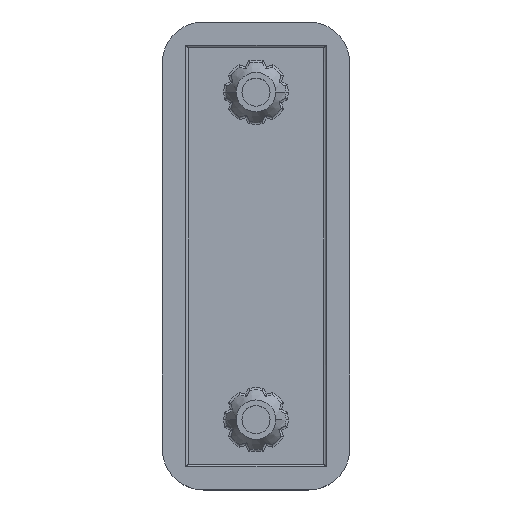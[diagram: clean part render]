
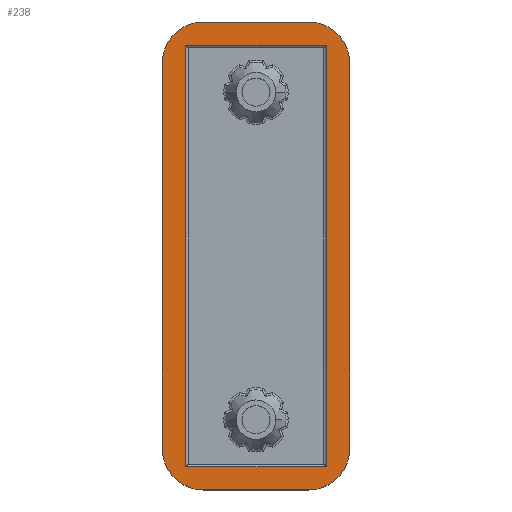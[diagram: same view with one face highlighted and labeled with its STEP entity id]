
A CAD part, top view. The second image highlights one B-rep face of the part: STEP entity #238.
In plain terms, the highlighted planar face has unit normal (0, 0, 1).
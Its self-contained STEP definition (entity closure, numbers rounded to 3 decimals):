
#238=ADVANCED_FACE('NONE',(#579,#580),#581,.F.);
#579=FACE_OUTER_BOUND('',#1021,.T.);
#580=FACE_BOUND('',#1022,.T.);
#581=PLANE('',#1023);
#1021=EDGE_LOOP('',(#1730,#1731,#1732,#1733,#1734,#1735,#1736,#1737));
#1022=EDGE_LOOP('',(#1738,#1739,#1740,#1741));
#1023=AXIS2_PLACEMENT_3D('',#1742,#1743,#1744);
#1730=ORIENTED_EDGE('',*,*,#2830,.T.);
#1731=ORIENTED_EDGE('',*,*,#2842,.T.);
#1732=ORIENTED_EDGE('',*,*,#2835,.T.);
#1733=ORIENTED_EDGE('',*,*,#2843,.T.);
#1734=ORIENTED_EDGE('',*,*,#2840,.T.);
#1735=ORIENTED_EDGE('',*,*,#2844,.T.);
#1736=ORIENTED_EDGE('',*,*,#2825,.T.);
#1737=ORIENTED_EDGE('',*,*,#2845,.T.);
#1738=ORIENTED_EDGE('',*,*,#2846,.F.);
#1739=ORIENTED_EDGE('',*,*,#2847,.F.);
#1740=ORIENTED_EDGE('',*,*,#2848,.F.);
#1741=ORIENTED_EDGE('',*,*,#2849,.F.);
#1742=CARTESIAN_POINT('',(8.,-20.0,4.0));
#1743=DIRECTION('',(0.0,0.0,-1.0));
#1744=DIRECTION('',(0.0,-1.0,0.0));
#2825=EDGE_CURVE('NONE',#3462,#3467,#3469,.T.);
#2830=EDGE_CURVE('NONE',#3471,#3476,#3478,.T.);
#2835=EDGE_CURVE('NONE',#3480,#3485,#3487,.T.);
#2840=EDGE_CURVE('NONE',#3489,#3494,#3496,.T.);
#2842=EDGE_CURVE('NONE',#3476,#3480,#3498,.T.);
#2843=EDGE_CURVE('NONE',#3485,#3489,#3499,.T.);
#2844=EDGE_CURVE('NONE',#3494,#3462,#3500,.T.);
#2845=EDGE_CURVE('NONE',#3467,#3471,#3501,.T.);
#2846=EDGE_CURVE('NONE',#3502,#3503,#3504,.T.);
#2847=EDGE_CURVE('NONE',#3505,#3502,#3506,.T.);
#2848=EDGE_CURVE('NONE',#3507,#3505,#3508,.T.);
#2849=EDGE_CURVE('NONE',#3503,#3507,#3509,.T.);
#3462=VERTEX_POINT('NONE',#4346);
#3467=VERTEX_POINT('NONE',#4353);
#3469=LINE('',#4356,#4357);
#3471=VERTEX_POINT('NONE',#4359);
#3476=VERTEX_POINT('NONE',#4366);
#3478=LINE('',#4369,#4370);
#3480=VERTEX_POINT('NONE',#4372);
#3485=VERTEX_POINT('NONE',#4379);
#3487=LINE('',#4382,#4383);
#3489=VERTEX_POINT('NONE',#4385);
#3494=VERTEX_POINT('NONE',#4392);
#3496=LINE('',#4395,#4396);
#3498=CIRCLE('',#4398,3.5);
#3499=CIRCLE('',#4399,3.5);
#3500=CIRCLE('',#4400,3.5);
#3501=CIRCLE('',#4401,3.5);
#3502=VERTEX_POINT('NONE',#4402);
#3503=VERTEX_POINT('NONE',#4403);
#3504=LINE('',#4404,#4405);
#3505=VERTEX_POINT('NONE',#4406);
#3506=LINE('',#4407,#4408);
#3507=VERTEX_POINT('NONE',#4409);
#3508=LINE('',#4410,#4411);
#3509=LINE('',#4412,#4413);
#4346=CARTESIAN_POINT('',(-4.5,-20.0,4.0));
#4353=CARTESIAN_POINT('',(4.5,-20.0,4.0));
#4356=CARTESIAN_POINT('',(-8.,-20.0,4.0));
#4357=VECTOR('',#5377,1000.0);
#4359=CARTESIAN_POINT('',(8.,-16.5,4.0));
#4366=CARTESIAN_POINT('',(8.0,16.5,4.0));
#4369=CARTESIAN_POINT('',(8.0,20.0,4.0));
#4370=VECTOR('',#5381,1000.0);
#4372=CARTESIAN_POINT('',(4.5,20.0,4.0));
#4379=CARTESIAN_POINT('',(-4.5,20.0,4.0));
#4382=CARTESIAN_POINT('',(-8.0,20.0,4.0));
#4383=VECTOR('',#5385,1000.0);
#4385=CARTESIAN_POINT('',(-8.0,16.5,4.0));
#4392=CARTESIAN_POINT('',(-8.,-16.5,4.0));
#4395=CARTESIAN_POINT('',(-8.0,20.0,4.0));
#4396=VECTOR('',#5389,1000.0);
#4398=AXIS2_PLACEMENT_3D('',#5390,#5391,#5392);
#4399=AXIS2_PLACEMENT_3D('',#5393,#5394,#5395);
#4400=AXIS2_PLACEMENT_3D('',#5396,#5397,#5398);
#4401=AXIS2_PLACEMENT_3D('',#5399,#5400,#5401);
#4402=CARTESIAN_POINT('',(-6.0,18.0,4.0));
#4403=CARTESIAN_POINT('',(-6.0,-18.0,4.0));
#4404=CARTESIAN_POINT('',(-6.0,18.0,4.0));
#4405=VECTOR('',#5402,1000.0);
#4406=CARTESIAN_POINT('',(6.0,18.0,4.0));
#4407=CARTESIAN_POINT('',(-6.0,18.0,4.0));
#4408=VECTOR('',#5403,1000.0);
#4409=CARTESIAN_POINT('',(6.,-18.0,4.0));
#4410=CARTESIAN_POINT('',(6.0,18.0,4.0));
#4411=VECTOR('',#5404,1000.0);
#4412=CARTESIAN_POINT('',(-6.0,-18.0,4.0));
#4413=VECTOR('',#5405,1000.0);
#5377=DIRECTION('',(1.0,0.0,0.0));
#5381=DIRECTION('',(0.,1.0,-0.0));
#5385=DIRECTION('',(-1.0,-0.0,-0.0));
#5389=DIRECTION('',(0.,-1.0,0.0));
#5390=CARTESIAN_POINT('',(4.5,16.5,4.0));
#5391=DIRECTION('',(0.0,0.0,1.0));
#5392=DIRECTION('',(-1.0,0.0,0.0));
#5393=CARTESIAN_POINT('',(-4.5,16.5,4.0));
#5394=DIRECTION('',(0.0,0.0,1.0));
#5395=DIRECTION('',(-1.0,0.0,0.0));
#5396=CARTESIAN_POINT('',(-4.5,-16.5,4.0));
#5397=DIRECTION('',(0.0,0.0,1.0));
#5398=DIRECTION('',(-1.0,0.0,0.0));
#5399=CARTESIAN_POINT('',(4.5,-16.5,4.0));
#5400=DIRECTION('',(0.0,0.0,1.0));
#5401=DIRECTION('',(-1.0,0.0,0.0));
#5402=DIRECTION('',(0.,-1.0,0.0));
#5403=DIRECTION('',(-1.0,0.,-0.0));
#5404=DIRECTION('',(0.,1.0,-0.0));
#5405=DIRECTION('',(1.0,0.0,0.0));
